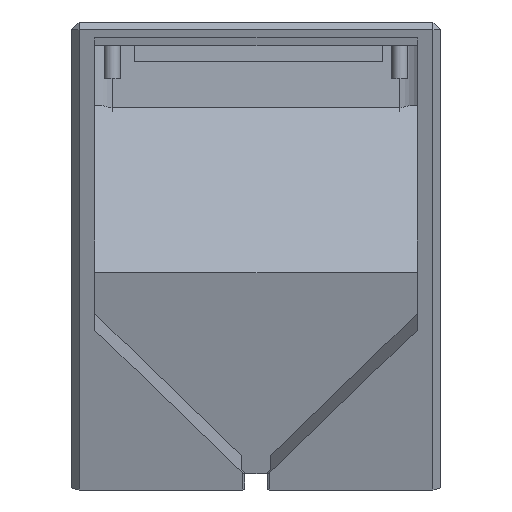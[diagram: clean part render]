
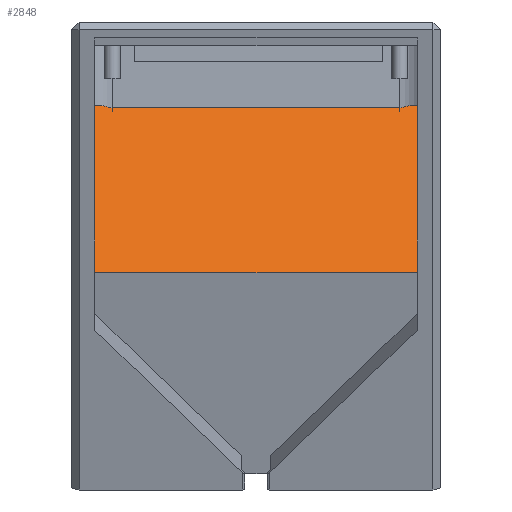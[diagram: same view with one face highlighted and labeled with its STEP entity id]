
A CAD part, front view. The second image highlights one B-rep face of the part: STEP entity #2848.
In plain terms, the highlighted planar face has unit normal (0, -0.793, 0.609).
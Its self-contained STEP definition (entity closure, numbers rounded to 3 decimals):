
#37=ELLIPSE('',#3089,5.749,3.5);
#38=ELLIPSE('',#3090,5.749,3.5);
#294=LINE('',#4549,#584);
#295=LINE('',#4551,#585);
#296=LINE('',#4553,#586);
#297=LINE('',#4555,#587);
#298=LINE('',#4557,#588);
#299=LINE('',#4560,#589);
#584=VECTOR('',#3669,10.);
#585=VECTOR('',#3670,10.);
#586=VECTOR('',#3671,10.);
#587=VECTOR('',#3672,10.);
#588=VECTOR('',#3673,10.);
#589=VECTOR('',#3676,10.);
#788=FACE_OUTER_BOUND('',#972,.T.);
#972=EDGE_LOOP('',(#2237,#2238,#2239,#2240,#2241,#2242,#2243,#2244));
#1327=VERTEX_POINT('',#4545);
#1328=VERTEX_POINT('',#4546);
#1329=VERTEX_POINT('',#4548);
#1330=VERTEX_POINT('',#4550);
#1331=VERTEX_POINT('',#4552);
#1332=VERTEX_POINT('',#4554);
#1333=VERTEX_POINT('',#4556);
#1334=VERTEX_POINT('',#4558);
#1651=EDGE_CURVE('',#1327,#1328,#37,.T.);
#1652=EDGE_CURVE('',#1328,#1329,#294,.T.);
#1653=EDGE_CURVE('',#1329,#1330,#295,.F.);
#1654=EDGE_CURVE('',#1330,#1331,#296,.T.);
#1655=EDGE_CURVE('',#1331,#1332,#297,.F.);
#1656=EDGE_CURVE('',#1332,#1333,#298,.T.);
#1657=EDGE_CURVE('',#1333,#1334,#38,.T.);
#1658=EDGE_CURVE('',#1334,#1327,#299,.T.);
#2237=ORIENTED_EDGE('',*,*,#1651,.T.);
#2238=ORIENTED_EDGE('',*,*,#1652,.T.);
#2239=ORIENTED_EDGE('',*,*,#1653,.T.);
#2240=ORIENTED_EDGE('',*,*,#1654,.T.);
#2241=ORIENTED_EDGE('',*,*,#1655,.T.);
#2242=ORIENTED_EDGE('',*,*,#1656,.T.);
#2243=ORIENTED_EDGE('',*,*,#1657,.T.);
#2244=ORIENTED_EDGE('',*,*,#1658,.T.);
#2715=PLANE('',#3088);
#2848=ADVANCED_FACE('',(#788),#2715,.T.);
#3088=AXIS2_PLACEMENT_3D('',#4544,#3665,#3666);
#3089=AXIS2_PLACEMENT_3D('',#4547,#3667,#3668);
#3090=AXIS2_PLACEMENT_3D('',#4559,#3674,#3675);
#3665=DIRECTION('center_axis',(0.,-0.793,
0.609));
#3666=DIRECTION('ref_axis',(1.,0.,0.));
#3667=DIRECTION('center_axis',(0.,0.793,
-0.609));
#3668=DIRECTION('ref_axis',(0.,-0.609,-0.793));
#3669=DIRECTION('',(-1.,0.,0.));
#3670=DIRECTION('',(0.,0.609,0.793));
#3671=DIRECTION('',(1.,0.,0.));
#3672=DIRECTION('',(0.,-0.609,-0.793));
#3673=DIRECTION('',(-1.,0.,0.));
#3674=DIRECTION('center_axis',(0.,0.793,
-0.609));
#3675=DIRECTION('ref_axis',(0.,0.609,0.793));
#3676=DIRECTION('',(-1.,0.,0.));
#4544=CARTESIAN_POINT('Origin',(-9.025,-11.453,-15.625));
#4545=CARTESIAN_POINT('',(-36.5,-3.5,-5.26));
#4546=CARTESIAN_POINT('',(-37.665,-3.3,-5.));
#4547=CARTESIAN_POINT('Origin',(-36.5,0.,-0.699));
#4548=CARTESIAN_POINT('',(-38.7,-3.3,-5.));
#4549=CARTESIAN_POINT('',(-9.025,-3.3,-5.));
#4550=CARTESIAN_POINT('',(-38.7,-19.606,-26.25));
#4551=CARTESIAN_POINT('',(-38.7,-19.939,-26.684));
#4552=CARTESIAN_POINT('',(2.2,-19.606,-26.25));
#4553=CARTESIAN_POINT('',(-9.025,-19.606,-26.25));
#4554=CARTESIAN_POINT('',(2.2,-3.3,-5.));
#4555=CARTESIAN_POINT('',(2.2,-11.935,-16.252));
#4556=CARTESIAN_POINT('',(1.165,-3.3,-5.));
#4557=CARTESIAN_POINT('',(-9.025,-3.3,-5.));
#4558=CARTESIAN_POINT('',(0.,-3.5,-5.26));
#4559=CARTESIAN_POINT('Origin',(0.,0.,-0.699));
#4560=CARTESIAN_POINT('',(-4.513,-3.5,-5.26));
